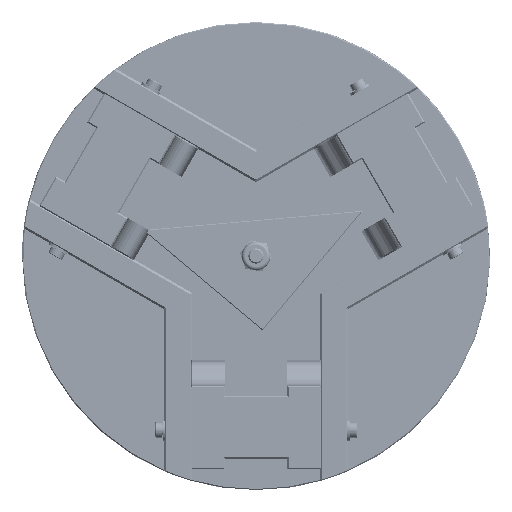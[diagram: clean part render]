
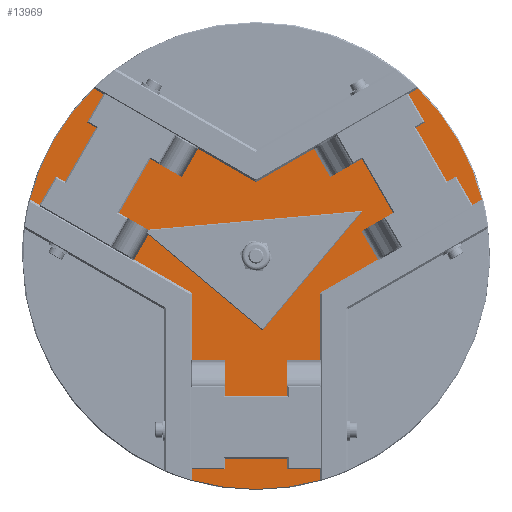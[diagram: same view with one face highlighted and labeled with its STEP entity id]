
A CAD part, front view. The second image highlights one B-rep face of the part: STEP entity #13969.
In plain terms, the highlighted planar face has unit normal (0, -1, 0).
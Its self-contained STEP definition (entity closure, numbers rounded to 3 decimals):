
#461=PLANE('',#15013);
#1119=FACE_OUTER_BOUND('',#1981,.T.);
#1981=EDGE_LOOP('',(#11407,#11408,#11409,#11410,#11411,#11412,#11413,#11414,
#11415));
#2431=CIRCLE('',#14955,44.8);
#2433=CIRCLE('',#14973,44.8);
#2435=CIRCLE('',#14984,44.8);
#4006=LINE('',#42553,#4869);
#4038=LINE('',#42644,#4901);
#4045=LINE('',#42669,#4908);
#4046=LINE('',#42673,#4909);
#4048=LINE('',#42679,#4911);
#4054=LINE('',#42699,#4917);
#4869=VECTOR('',#17085,10.);
#4901=VECTOR('',#17169,10.);
#4908=VECTOR('',#17188,10.);
#4909=VECTOR('',#17195,10.);
#4911=VECTOR('',#17205,10.);
#4917=VECTOR('',#17239,10.);
#6081=VERTEX_POINT('',#42492);
#6087=VERTEX_POINT('',#42530);
#6089=VERTEX_POINT('',#42545);
#6095=VERTEX_POINT('',#42593);
#6096=VERTEX_POINT('',#42601);
#6100=VERTEX_POINT('',#42632);
#6101=VERTEX_POINT('',#42638);
#6103=VERTEX_POINT('',#42653);
#6104=VERTEX_POINT('',#42661);
#7869=EDGE_CURVE('',#6081,#6089,#4006,.T.);
#7894=EDGE_CURVE('',#6089,#6096,#2431,.T.);
#7911=EDGE_CURVE('',#6096,#6101,#4038,.T.);
#7921=EDGE_CURVE('',#6101,#6104,#4045,.T.);
#7922=EDGE_CURVE('',#6104,#6103,#2433,.T.);
#7923=EDGE_CURVE('',#6103,#6100,#4046,.T.);
#7926=EDGE_CURVE('',#6100,#6095,#4048,.T.);
#7930=EDGE_CURVE('',#6095,#6087,#2435,.T.);
#7935=EDGE_CURVE('',#6087,#6081,#4054,.T.);
#11407=ORIENTED_EDGE('',*,*,#7869,.F.);
#11408=ORIENTED_EDGE('',*,*,#7935,.F.);
#11409=ORIENTED_EDGE('',*,*,#7930,.F.);
#11410=ORIENTED_EDGE('',*,*,#7926,.F.);
#11411=ORIENTED_EDGE('',*,*,#7923,.F.);
#11412=ORIENTED_EDGE('',*,*,#7922,.F.);
#11413=ORIENTED_EDGE('',*,*,#7921,.F.);
#11414=ORIENTED_EDGE('',*,*,#7911,.F.);
#11415=ORIENTED_EDGE('',*,*,#7894,.F.);
#13969=ADVANCED_FACE('',(#1119),#461,.T.);
#14955=AXIS2_PLACEMENT_3D('',#42609,#17134,#17135);
#14973=AXIS2_PLACEMENT_3D('',#42671,#17191,#17192);
#14984=AXIS2_PLACEMENT_3D('',#42688,#17219,#17220);
#15013=AXIS2_PLACEMENT_3D('',#42729,#17289,#17290);
#17085=DIRECTION('',(0.,0.,-1.));
#17134=DIRECTION('center_axis',(0.,1.,0.));
#17135=DIRECTION('ref_axis',(1.,0.,0.));
#17169=DIRECTION('',(0.,0.,1.));
#17188=DIRECTION('',(-0.866,0.,0.5));
#17191=DIRECTION('center_axis',(0.,1.,0.));
#17192=DIRECTION('ref_axis',(-1.,0.,0.));
#17195=DIRECTION('',(0.866,0.,-0.5));
#17205=DIRECTION('',(0.866,0.,0.5));
#17219=DIRECTION('center_axis',(0.,1.,0.));
#17220=DIRECTION('ref_axis',(1.,0.,0.));
#17239=DIRECTION('',(-0.866,0.,-0.5));
#17289=DIRECTION('center_axis',(0.,-1.,0.));
#17290=DIRECTION('ref_axis',(1.,0.,0.));
#42492=CARTESIAN_POINT('',(12.3,18.,-7.101));
#42530=CARTESIAN_POINT('',(43.457,18.,10.887));
#42545=CARTESIAN_POINT('',(12.3,18.,-43.078));
#42553=CARTESIAN_POINT('',(12.3,18.,-6.748));
#42593=CARTESIAN_POINT('',(31.157,18.,32.191));
#42601=CARTESIAN_POINT('',(-12.3,18.,-43.078));
#42609=CARTESIAN_POINT('Origin',(0.,18.,0.));
#42632=CARTESIAN_POINT('',(0.,18.,14.203));
#42638=CARTESIAN_POINT('',(-12.3,18.,-7.101));
#42644=CARTESIAN_POINT('',(-12.3,18.,-24.755));
#42653=CARTESIAN_POINT('',(-31.157,18.,32.191));
#42661=CARTESIAN_POINT('',(-43.457,18.,10.887));
#42669=CARTESIAN_POINT('',(-7.915,18.,-9.633));
#42671=CARTESIAN_POINT('Origin',(0.,18.,0.));
#42673=CARTESIAN_POINT('',(-11.209,18.,20.674));
#42679=CARTESIAN_POINT('',(-4.385,18.,11.671));
#42688=CARTESIAN_POINT('Origin',(0.,18.,0.));
#42699=CARTESIAN_POINT('',(23.509,18.,-0.63));
#42729=CARTESIAN_POINT('Origin',(0.,18.,-6.28));
